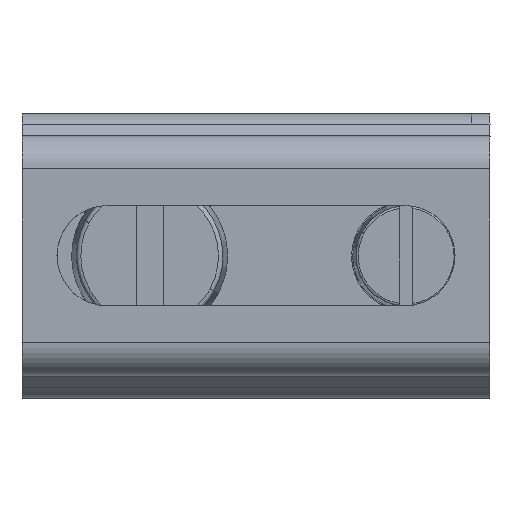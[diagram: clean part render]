
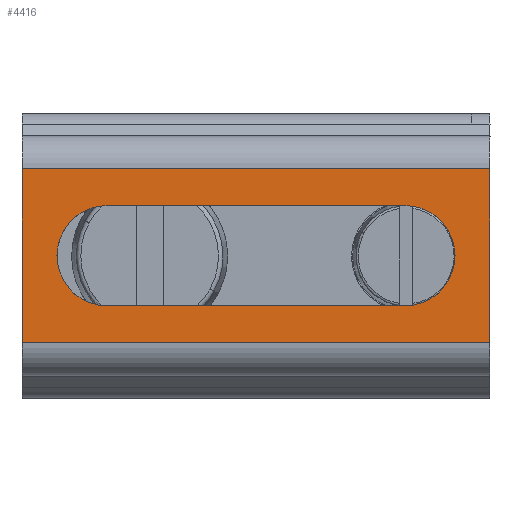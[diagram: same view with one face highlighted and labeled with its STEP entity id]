
A CAD part, top view. The second image highlights one B-rep face of the part: STEP entity #4416.
In plain terms, the highlighted planar face has unit normal (0, 0, 1).
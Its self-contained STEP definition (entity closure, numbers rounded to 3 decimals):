
#4120=AXIS2_PLACEMENT_3D('Circle Axis2P3D',#4118,#4119,$) ;
#4170=AXIS2_PLACEMENT_3D('Circle Axis2P3D',#4168,#4169,$) ;
#4388=AXIS2_PLACEMENT_3D('Plane Axis2P3D',#4385,#4386,#4387) ;
#3702=CARTESIAN_POINT('Vertex',(0.,2.5,41.5)) ;
#3705=CARTESIAN_POINT('Line Origine',(0.,6.4,41.5)) ;
#3709=CARTESIAN_POINT('Vertex',(0.,10.3,41.5)) ;
#3939=CARTESIAN_POINT('Vertex',(21.,10.3,41.5)) ;
#3942=CARTESIAN_POINT('Line Origine',(21.,6.4,41.5)) ;
#3946=CARTESIAN_POINT('Vertex',(21.,2.5,41.5)) ;
#4090=CARTESIAN_POINT('Vertex',(17.18,8.65,41.5)) ;
#4093=CARTESIAN_POINT('Line Origine',(10.5,8.65,41.5)) ;
#4097=CARTESIAN_POINT('Vertex',(3.82,8.65,41.5)) ;
#4118=CARTESIAN_POINT('Axis2P3D Location',(3.82,6.4,41.5)) ;
#4122=CARTESIAN_POINT('Vertex',(3.82,4.15,41.5)) ;
#4143=CARTESIAN_POINT('Line Origine',(10.5,4.15,41.5)) ;
#4147=CARTESIAN_POINT('Vertex',(17.18,4.15,41.5)) ;
#4168=CARTESIAN_POINT('Axis2P3D Location',(17.18,6.4,41.5)) ;
#4363=CARTESIAN_POINT('Line Origine',(10.5,2.5,41.5)) ;
#4367=CARTESIAN_POINT('Vertex',(20.18,2.5,41.5)) ;
#4370=CARTESIAN_POINT('Line Origine',(10.5,2.5,41.5)) ;
#4385=CARTESIAN_POINT('Axis2P3D Location',(21.,2.5,41.5)) ;
#4390=CARTESIAN_POINT('Line Origine',(10.09,10.3,41.5)) ;
#4394=CARTESIAN_POINT('Vertex',(20.18,10.3,41.5)) ;
#4397=CARTESIAN_POINT('Line Origine',(20.59,10.3,41.5)) ;
#3706=DIRECTION('Vector Direction',(0.,1.,0.)) ;
#3943=DIRECTION('Vector Direction',(0.,1.,0.)) ;
#4094=DIRECTION('Vector Direction',(1.,0.,0.)) ;
#4119=DIRECTION('Axis2P3D Direction',(0.,0.,1.)) ;
#4144=DIRECTION('Vector Direction',(1.,0.,0.)) ;
#4169=DIRECTION('Axis2P3D Direction',(0.,0.,1.)) ;
#4364=DIRECTION('Vector Direction',(-1.,0.,0.)) ;
#4371=DIRECTION('Vector Direction',(-1.,0.,0.)) ;
#4386=DIRECTION('Axis2P3D Direction',(0.,0.,1.)) ;
#4387=DIRECTION('Axis2P3D XDirection',(0.,1.,0.)) ;
#4391=DIRECTION('Vector Direction',(-1.,0.,0.)) ;
#4398=DIRECTION('Vector Direction',(-1.,0.,0.)) ;
#3707=VECTOR('Line Direction',#3706,1.) ;
#3944=VECTOR('Line Direction',#3943,1.) ;
#4095=VECTOR('Line Direction',#4094,1.) ;
#4145=VECTOR('Line Direction',#4144,1.) ;
#4365=VECTOR('Line Direction',#4364,1.) ;
#4372=VECTOR('Line Direction',#4371,1.) ;
#4392=VECTOR('Line Direction',#4391,1.) ;
#4399=VECTOR('Line Direction',#4398,1.) ;
#4403=ORIENTED_EDGE('',*,*,#4396,.T.) ;
#4404=ORIENTED_EDGE('',*,*,#3711,.T.) ;
#4405=ORIENTED_EDGE('',*,*,#4369,.F.) ;
#4406=ORIENTED_EDGE('',*,*,#4374,.F.) ;
#4407=ORIENTED_EDGE('',*,*,#3948,.F.) ;
#4408=ORIENTED_EDGE('',*,*,#4401,.T.) ;
#4411=ORIENTED_EDGE('',*,*,#4172,.F.) ;
#4412=ORIENTED_EDGE('',*,*,#4149,.F.) ;
#4413=ORIENTED_EDGE('',*,*,#4124,.F.) ;
#4414=ORIENTED_EDGE('',*,*,#4099,.F.) ;
#4415=FACE_BOUND('',#4410,.T.) ;
#4416=ADVANCED_FACE('v5-standard_part.2\\Koerper.2',(#4409,#4415),#4389,.T.) ;
#4121=CIRCLE('generated circle',#4120,2.25) ;
#4171=CIRCLE('generated circle',#4170,2.25) ;
#3711=EDGE_CURVE('',#3710,#3703,#3708,.F.) ;
#3948=EDGE_CURVE('',#3940,#3947,#3945,.F.) ;
#4099=EDGE_CURVE('',#4091,#4098,#4096,.F.) ;
#4124=EDGE_CURVE('',#4098,#4123,#4121,.T.) ;
#4149=EDGE_CURVE('',#4123,#4148,#4146,.T.) ;
#4172=EDGE_CURVE('',#4148,#4091,#4171,.T.) ;
#4369=EDGE_CURVE('',#4368,#3703,#4366,.T.) ;
#4374=EDGE_CURVE('',#3947,#4368,#4373,.T.) ;
#4396=EDGE_CURVE('',#4395,#3710,#4393,.T.) ;
#4401=EDGE_CURVE('',#3940,#4395,#4400,.T.) ;
#4402=EDGE_LOOP('',(#4403,#4404,#4405,#4406,#4407,#4408)) ;
#4410=EDGE_LOOP('',(#4411,#4412,#4413,#4414)) ;
#4409=FACE_OUTER_BOUND('',#4402,.T.) ;
#3708=LINE('Line',#3705,#3707) ;
#3945=LINE('Line',#3942,#3944) ;
#4096=LINE('Line',#4093,#4095) ;
#4146=LINE('Line',#4143,#4145) ;
#4366=LINE('Line',#4363,#4365) ;
#4373=LINE('Line',#4370,#4372) ;
#4393=LINE('Line',#4390,#4392) ;
#4400=LINE('Line',#4397,#4399) ;
#4389=PLANE('',#4388) ;
#3703=VERTEX_POINT('',#3702) ;
#3710=VERTEX_POINT('',#3709) ;
#3940=VERTEX_POINT('',#3939) ;
#3947=VERTEX_POINT('',#3946) ;
#4091=VERTEX_POINT('',#4090) ;
#4098=VERTEX_POINT('',#4097) ;
#4123=VERTEX_POINT('',#4122) ;
#4148=VERTEX_POINT('',#4147) ;
#4368=VERTEX_POINT('',#4367) ;
#4395=VERTEX_POINT('',#4394) ;
